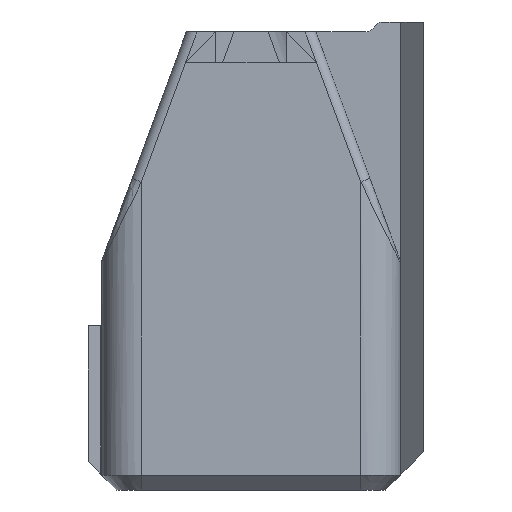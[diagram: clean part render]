
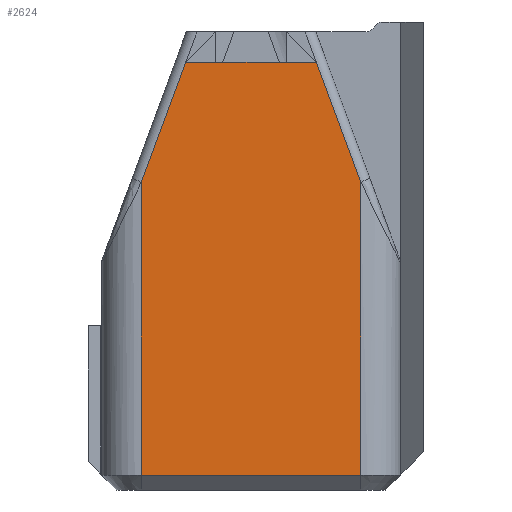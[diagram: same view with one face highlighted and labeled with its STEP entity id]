
A CAD part, left-side view. The second image highlights one B-rep face of the part: STEP entity #2624.
In plain terms, the highlighted planar face has unit normal (-1, 0, 0).
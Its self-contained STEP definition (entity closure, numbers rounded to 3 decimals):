
#354=FACE_OUTER_BOUND('',#506,.T.);
#506=EDGE_LOOP('',(#2271,#2272,#2273,#2274,#2275,#2276));
#735=LINE('',#6636,#981);
#745=LINE('',#6659,#991);
#747=LINE('',#6800,#993);
#749=LINE('',#6808,#995);
#752=LINE('',#6816,#998);
#753=LINE('',#6817,#999);
#981=VECTOR('',#3514,10.);
#991=VECTOR('',#3540,10.);
#993=VECTOR('',#3568,10.);
#995=VECTOR('',#3578,10.);
#998=VECTOR('',#3589,10.);
#999=VECTOR('',#3590,10.);
#1234=VERTEX_POINT('',#6633);
#1235=VERTEX_POINT('',#6635);
#1240=VERTEX_POINT('',#6657);
#1241=VERTEX_POINT('',#6796);
#1243=VERTEX_POINT('',#6807);
#1244=VERTEX_POINT('',#6815);
#1579=EDGE_CURVE('',#1235,#1234,#735,.T.);
#1591=EDGE_CURVE('',#1240,#1234,#745,.T.);
#1601=EDGE_CURVE('',#1235,#1241,#747,.T.);
#1605=EDGE_CURVE('',#1241,#1243,#749,.T.);
#1609=EDGE_CURVE('',#1244,#1240,#752,.T.);
#1610=EDGE_CURVE('',#1243,#1244,#753,.T.);
#2271=ORIENTED_EDGE('',*,*,#1591,.F.);
#2272=ORIENTED_EDGE('',*,*,#1609,.F.);
#2273=ORIENTED_EDGE('',*,*,#1610,.F.);
#2274=ORIENTED_EDGE('',*,*,#1605,.F.);
#2275=ORIENTED_EDGE('',*,*,#1601,.F.);
#2276=ORIENTED_EDGE('',*,*,#1579,.T.);
#2482=PLANE('',#2890);
#2624=ADVANCED_FACE('',(#354),#2482,.T.);
#2890=AXIS2_PLACEMENT_3D('',#6814,#3587,#3588);
#3514=DIRECTION('',(0.,1.,0.));
#3540=DIRECTION('',(0.,-0.347,0.938));
#3568=DIRECTION('',(0.,-0.347,-0.938));
#3578=DIRECTION('',(0.,0.,-1.));
#3587=DIRECTION('center_axis',(-1.,0.,0.));
#3588=DIRECTION('ref_axis',(0.,-1.,0.));
#3589=DIRECTION('',(0.,0.,1.));
#3590=DIRECTION('',(0.,1.,0.));
#6633=CARTESIAN_POINT('',(-35.5,13.122,85.9));
#6635=CARTESIAN_POINT('',(-35.5,-13.122,85.9));
#6636=CARTESIAN_POINT('',(-35.5,8.379,85.9));
#6657=CARTESIAN_POINT('',(-35.5,22.,61.878));
#6659=CARTESIAN_POINT('',(-35.5,27.103,48.071));
#6796=CARTESIAN_POINT('',(-35.5,-22.,61.878));
#6800=CARTESIAN_POINT('',(-35.5,-31.998,34.825));
#6807=CARTESIAN_POINT('',(-35.5,-22.,3.));
#6808=CARTESIAN_POINT('',(-35.5,-22.,0.));
#6814=CARTESIAN_POINT('Origin',(-35.5,30.,0.));
#6815=CARTESIAN_POINT('',(-35.5,22.,3.));
#6816=CARTESIAN_POINT('',(-35.5,22.,0.));
#6817=CARTESIAN_POINT('',(-35.5,15.,3.));
